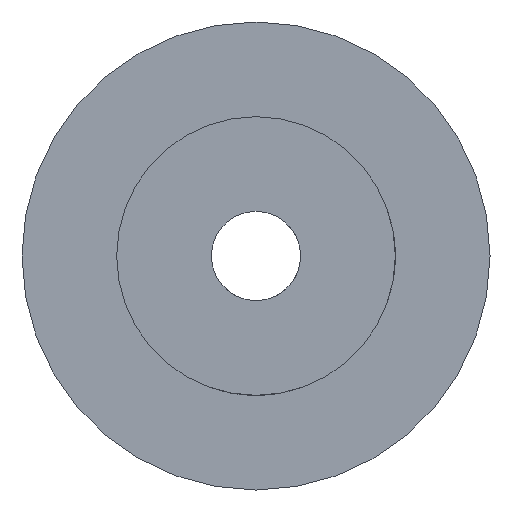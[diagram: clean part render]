
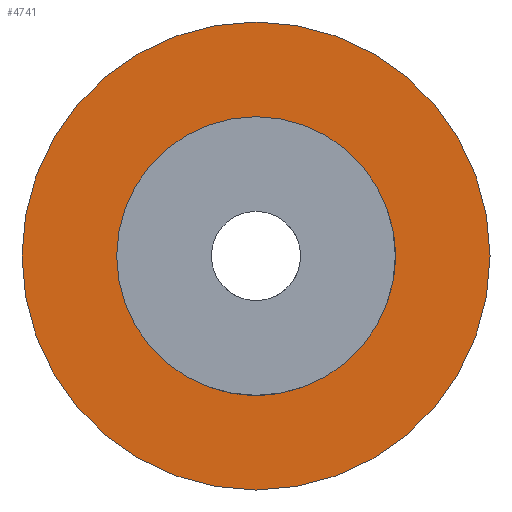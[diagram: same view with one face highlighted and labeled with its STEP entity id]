
A CAD part, front view. The second image highlights one B-rep face of the part: STEP entity #4741.
In plain terms, the highlighted planar face has unit normal (0, -1, 0).
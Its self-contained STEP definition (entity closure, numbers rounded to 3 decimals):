
#23=FACE_BOUND('',#1027,.T.);
#510=CIRCLE('',#5370,21.);
#511=CIRCLE('',#5405,12.5);
#516=PLANE('',#5494);
#767=FACE_OUTER_BOUND('',#1026,.T.);
#1026=EDGE_LOOP('',(#4243));
#1027=EDGE_LOOP('',(#4244));
#2020=VERTEX_POINT('',#8596);
#2021=VERTEX_POINT('',#8696);
#2640=EDGE_CURVE('',#2020,#2020,#510,.F.);
#2705=EDGE_CURVE('',#2021,#2021,#511,.F.);
#4243=ORIENTED_EDGE('',*,*,#2640,.T.);
#4244=ORIENTED_EDGE('',*,*,#2705,.F.);
#4741=ADVANCED_FACE('',(#767,#23),#516,.T.);
#5370=AXIS2_PLACEMENT_3D('',#8598,#6850,#6851);
#5405=AXIS2_PLACEMENT_3D('',#8698,#6984,#6985);
#5494=AXIS2_PLACEMENT_3D('',#8844,#7219,#7220);
#6850=DIRECTION('center_axis',(0.,1.,0.));
#6851=DIRECTION('ref_axis',(0.,0.,1.));
#6984=DIRECTION('center_axis',(0.,1.,0.));
#6985=DIRECTION('ref_axis',(0.,0.,-1.));
#7219=DIRECTION('center_axis',(0.,-1.,0.));
#7220=DIRECTION('ref_axis',(0.,0.,-1.));
#8596=CARTESIAN_POINT('',(0.,5.9,-21.));
#8598=CARTESIAN_POINT('Origin',(0.,5.9,0.));
#8696=CARTESIAN_POINT('',(0.,5.9,12.5));
#8698=CARTESIAN_POINT('Origin',(0.,5.9,0.));
#8844=CARTESIAN_POINT('Origin',(0.,5.9,0.));
